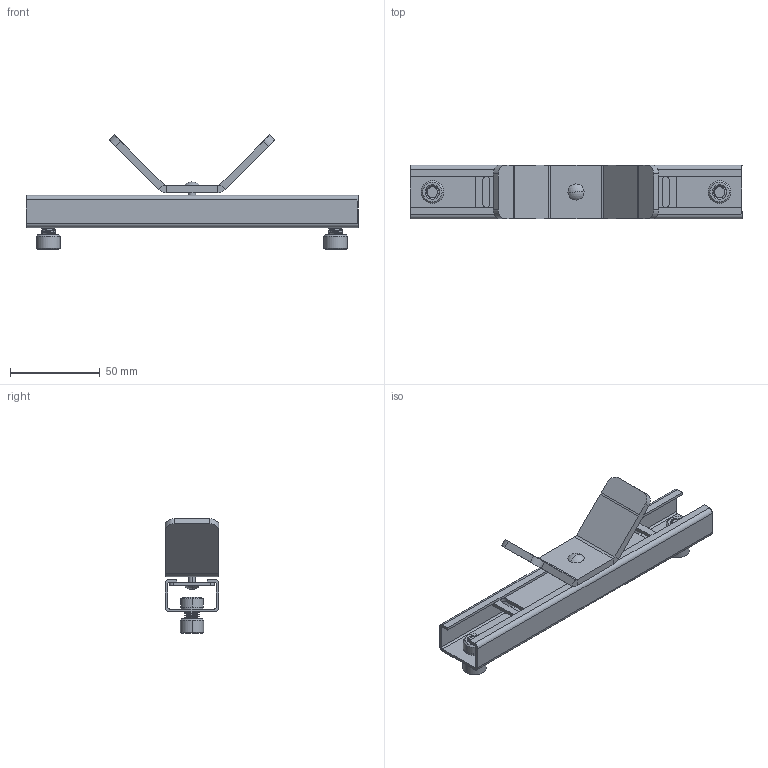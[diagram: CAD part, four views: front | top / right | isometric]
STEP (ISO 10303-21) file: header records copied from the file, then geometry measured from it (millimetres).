
FILE_DESCRIPTION (( 'STEP AP214' ), '1' );
FILE_NAME ('200 Pole mounting kit.STEP', '2015-05-07T10:19:02', ( '' ), ( '' ), 'SwSTEP 2.0', 'SolidWorks 2014', '' );
FILE_SCHEMA (( 'AUTOMOTIVE_DESIGN' ));
Length unit declared in the file: millimetre
Products named in the file (8): rivet; brecket2 for pole kit; M8x12 DIN 911 screw_92290A416; brecket1 for pole kit symulacja; 200 pole kit rail 0610036; KVT_S_M8_2; 200 Pole mounting kit
Assembly tree (9 placements, depth 3):
  200 Pole mounting kit
    brecket1 for pole kit symulacja
    brecket2 for pole kit
    rivet
    200 pole kit rail 0610036
      200 pole kit rail 0610036
      KVT_S_M8_2  x2
    M8x12 DIN 911 screw_92290A416  x2
Bounding box: 185 x 30 x 63.78 mm (x, y, z)
Volume: 42145.7 mm3; surface area: 44108 mm2
Topology: 8 solids, 8 shells, 262 faces, 646 edges, 410 vertices
Faces by surface type: cylinder 132, plane 80, cone 42, sphere 4, bspline 4
Entity records: 6608 total; most frequent: CARTESIAN_POINT 2246, ORIENTED_EDGE 872, DIRECTION 840, EDGE_CURVE 436, AXIS2_PLACEMENT_3D 308, VERTEX_POINT 278, VECTOR 224, LINE 224
